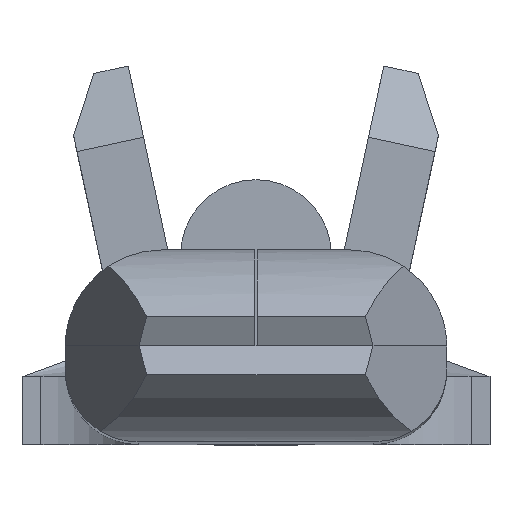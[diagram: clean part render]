
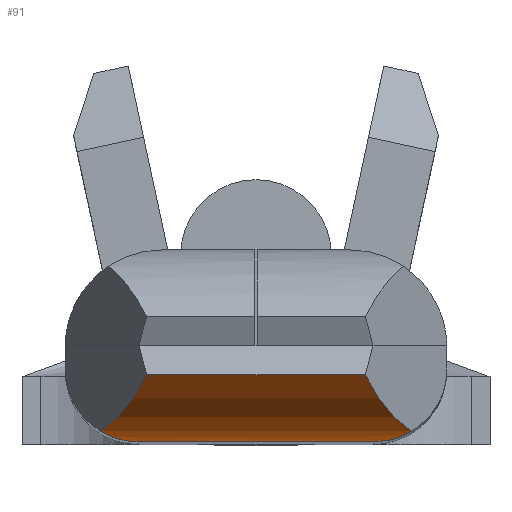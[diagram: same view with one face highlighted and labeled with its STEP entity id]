
A CAD part, top view. The second image highlights one B-rep face of the part: STEP entity #91.
In plain terms, the highlighted cylindrical face has radius 2.012 mm (diameter 4.024 mm), a partial arc.
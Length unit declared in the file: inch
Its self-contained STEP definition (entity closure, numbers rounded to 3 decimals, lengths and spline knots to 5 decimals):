
#91 = ADVANCED_FACE ( 'NONE', ( #2911 ), #2793, .T. ) ;
#203 = CARTESIAN_POINT ( 'NONE',  ( -0.06405, -0.05465, 0.96888 ) ) ;
#405 = CARTESIAN_POINT ( 'NONE',  ( -0.05388, -0.059, 0.95174 ) ) ;
#436 = CARTESIAN_POINT ( 'NONE',  ( 0.06405, -0.05465, 0.96888 ) ) ;
#466 =( BOUNDED_CURVE ( )  B_SPLINE_CURVE ( 3, ( #203, #3230, #3988, #1760 ),
 .UNSPECIFIED., .F., .T. ) 
 B_SPLINE_CURVE_WITH_KNOTS ( ( 4, 4 ),
 ( 5.0452, 5.57191 ),
 .UNSPECIFIED. ) 
 CURVE ( )  GEOMETRIC_REPRESENTATION_ITEM ( )  RATIONAL_B_SPLINE_CURVE ( ( 1., 0.977, 0.977, 1. ) ) 
 REPRESENTATION_ITEM ( '' )  );
#944 = VERTEX_POINT ( 'NONE', #4435 ) ;
#963 = VECTOR ( 'NONE', #3900, 39.37008 ) ;
#1041 = CARTESIAN_POINT ( 'NONE',  ( 0.05116, -0.059, 0.94733 ) ) ;
#1172 = CARTESIAN_POINT ( 'NONE',  ( -0.06405, -0.05465, 0.96888 ) ) ;
#1219 = B_SPLINE_CURVE_WITH_KNOTS ( 'NONE', 3,
 ( #3669, #1041, #4392, #2191, #4775, #2567 ),
 .UNSPECIFIED., .F., .F.,
 ( 4, 2, 4 ),
 ( -0.00001, 0.00038, 0.00077 ),
 .UNSPECIFIED. ) ;
#1279 = CARTESIAN_POINT ( 'NONE',  ( -0.25, -0.0315, 1.003 ) ) ;
#1448 = CARTESIAN_POINT ( 'NONE',  ( 0.0485, -0.059, 0.943 ) ) ;
#1605 = CARTESIAN_POINT ( 'NONE',  ( 0.05013, -0.04216, 0.99382 ) ) ;
#1617 = EDGE_CURVE ( 'NONE', #2213, #4733, #2934, .T. ) ;
#1683 = DIRECTION ( 'NONE',  ( 0., 0., -1. ) ) ;
#1695 = CARTESIAN_POINT ( 'NONE',  ( 0.06405, -0.05465, 0.96888 ) ) ;
#1708 = VECTOR ( 'NONE', #3070, 39.37008 ) ;
#1760 = CARTESIAN_POINT ( 'NONE',  ( -0.045, -0.0315, 1.003 ) ) ;
#1910 = EDGE_CURVE ( 'NONE', #2285, #2386, #3197, .T. ) ;
#1949 = CARTESIAN_POINT ( 'NONE',  ( -0.05919, -0.0576, 0.96035 ) ) ;
#1963 = ORIENTED_EDGE ( 'NONE', *, *, #2801, .T. ) ;
#1980 = CARTESIAN_POINT ( 'NONE',  ( -0.06405, -0.05465, 0.96888 ) ) ;
#1985 = LINE ( 'NONE', #1279, #963 ) ;
#2049 = DIRECTION ( 'NONE',  ( 1., 0., 0. ) ) ;
#2191 = CARTESIAN_POINT ( 'NONE',  ( 0.05908, -0.0572, 0.96034 ) ) ;
#2213 = VERTEX_POINT ( 'NONE', #3061 ) ;
#2285 = VERTEX_POINT ( 'NONE', #3873 ) ;
#2384 = EDGE_LOOP ( 'NONE', ( #4680, #2836, #3825, #1963, #2955, #3937 ) ) ;
#2386 = VERTEX_POINT ( 'NONE', #1695 ) ;
#2567 = CARTESIAN_POINT ( 'NONE',  ( 0.06405, -0.05465, 0.96888 ) ) ;
#2724 = CARTESIAN_POINT ( 'NONE',  ( -0.25, -0.059, 0.943 ) ) ;
#2728 = CARTESIAN_POINT ( 'NONE',  ( 0.05663, -0.05006, 0.98217 ) ) ;
#2789 = CARTESIAN_POINT ( 'NONE',  ( -0.25, 0.0202, 0.943 ) ) ;
#2793 = CYLINDRICAL_SURFACE ( 'NONE', #4703, 0.0792 ) ;
#2801 = EDGE_CURVE ( 'NONE', #4366, #2213, #3774, .T. ) ;
#2836 = ORIENTED_EDGE ( 'NONE', *, *, #4430, .F. ) ;
#2911 = FACE_OUTER_BOUND ( 'NONE', #2384, .T. ) ;
#2934 = LINE ( 'NONE', #2724, #1708 ) ;
#2955 = ORIENTED_EDGE ( 'NONE', *, *, #1617, .T. ) ;
#3061 = CARTESIAN_POINT ( 'NONE',  ( -0.0485, -0.059, 0.943 ) ) ;
#3070 = DIRECTION ( 'NONE',  ( 1., 0., 0. ) ) ;
#3079 = CARTESIAN_POINT ( 'NONE',  ( -0.0485, -0.059, 0.943 ) ) ;
#3197 =( BOUNDED_CURVE ( )  B_SPLINE_CURVE ( 3, ( #3990, #1605, #2728, #436 ),
 .UNSPECIFIED., .F., .T. ) 
 B_SPLINE_CURVE_WITH_KNOTS ( ( 4, 4 ),
 ( 3.85286, 4.37958 ),
 .UNSPECIFIED. ) 
 CURVE ( )  GEOMETRIC_REPRESENTATION_ITEM ( )  RATIONAL_B_SPLINE_CURVE ( ( 1., 0.977, 0.977, 1. ) ) 
 REPRESENTATION_ITEM ( '' )  );
#3230 = CARTESIAN_POINT ( 'NONE',  ( -0.05663, -0.05006, 0.98217 ) ) ;
#3669 = CARTESIAN_POINT ( 'NONE',  ( 0.0485, -0.059, 0.943 ) ) ;
#3774 = B_SPLINE_CURVE_WITH_KNOTS ( 'NONE', 3,
 ( #1172, #1949, #405, #3079 ),
 .UNSPECIFIED., .F., .F.,
 ( 4, 4 ),
 ( 0.00113, 0.00191 ),
 .UNSPECIFIED. ) ;
#3825 = ORIENTED_EDGE ( 'NONE', *, *, #4175, .F. ) ;
#3873 = CARTESIAN_POINT ( 'NONE',  ( 0.045, -0.0315, 1.003 ) ) ;
#3900 = DIRECTION ( 'NONE',  ( 1., 0., 0. ) ) ;
#3937 = ORIENTED_EDGE ( 'NONE', *, *, #4708, .T. ) ;
#3988 = CARTESIAN_POINT ( 'NONE',  ( -0.05013, -0.04216, 0.99382 ) ) ;
#3990 = CARTESIAN_POINT ( 'NONE',  ( 0.045, -0.0315, 1.003 ) ) ;
#4175 = EDGE_CURVE ( 'NONE', #4366, #944, #466, .T. ) ;
#4366 = VERTEX_POINT ( 'NONE', #1980 ) ;
#4392 = CARTESIAN_POINT ( 'NONE',  ( 0.05387, -0.05864, 0.95173 ) ) ;
#4430 = EDGE_CURVE ( 'NONE', #944, #2285, #1985, .T. ) ;
#4435 = CARTESIAN_POINT ( 'NONE',  ( -0.045, -0.0315, 1.003 ) ) ;
#4680 = ORIENTED_EDGE ( 'NONE', *, *, #1910, .F. ) ;
#4703 = AXIS2_PLACEMENT_3D ( 'NONE', #2789, #2049, #1683 ) ;
#4708 = EDGE_CURVE ( 'NONE', #4733, #2386, #1219, .T. ) ;
#4733 = VERTEX_POINT ( 'NONE', #1448 ) ;
#4775 = CARTESIAN_POINT ( 'NONE',  ( 0.06162, -0.05613, 0.96461 ) ) ;
